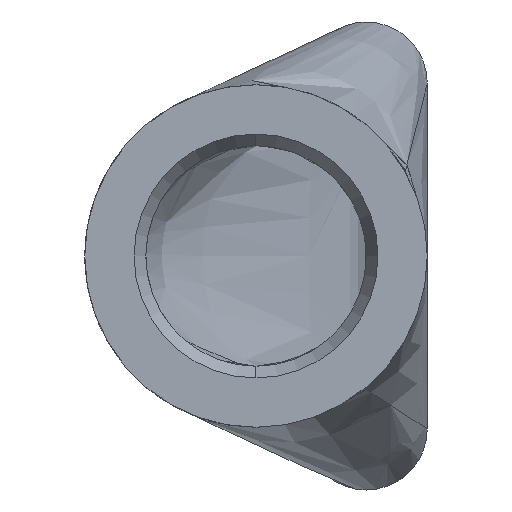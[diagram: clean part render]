
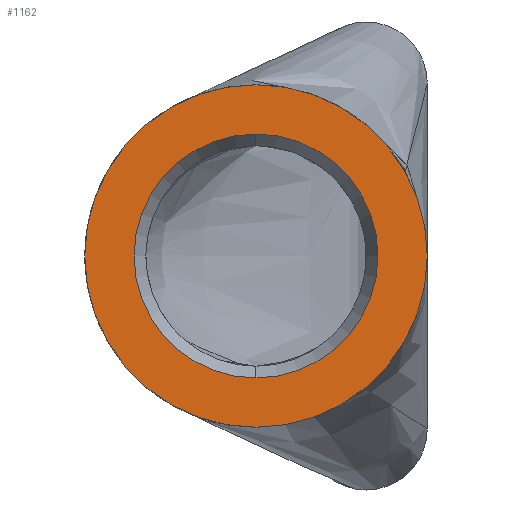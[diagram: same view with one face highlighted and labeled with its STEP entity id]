
A CAD part, left-side view. The second image highlights one B-rep face of the part: STEP entity #1162.
In plain terms, the highlighted planar face has unit normal (-1, 0, 0).
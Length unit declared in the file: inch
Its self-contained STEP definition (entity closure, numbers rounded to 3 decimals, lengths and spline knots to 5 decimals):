
#24 = ORIENTED_EDGE ( 'NONE', *, *, #1154, .T. ) ;
#49 = CARTESIAN_POINT ( 'NONE',  ( 0., 0.505, 0.505 ) ) ;
#50 = EDGE_CURVE ( 'NONE', #564, #211, #787, .T. ) ;
#63 = CARTESIAN_POINT ( 'NONE',  ( 0., 0.505, -0.505 ) ) ;
#129 = ORIENTED_EDGE ( 'NONE', *, *, #523, .T. ) ;
#135 = CIRCLE ( 'NONE', #578, 0.505 ) ;
#165 = DIRECTION ( 'NONE',  ( 0., 0., 1. ) ) ;
#210 = CARTESIAN_POINT ( 'NONE',  ( 0., 0.505, 0. ) ) ;
#211 = VERTEX_POINT ( 'NONE', #1039 ) ;
#220 = AXIS2_PLACEMENT_3D ( 'NONE', #1119, #1094, #165 ) ;
#244 = AXIS2_PLACEMENT_3D ( 'NONE', #210, #596, #791 ) ;
#268 = EDGE_LOOP ( 'NONE', ( #302, #470 ) ) ;
#302 = ORIENTED_EDGE ( 'NONE', *, *, #705, .T. ) ;
#305 = CARTESIAN_POINT ( 'NONE',  ( 0., 0.505, 0. ) ) ;
#332 = CARTESIAN_POINT ( 'NONE',  ( 0., 0.505, 0. ) ) ;
#458 = VERTEX_POINT ( 'NONE', #49 ) ;
#470 = ORIENTED_EDGE ( 'NONE', *, *, #50, .T. ) ;
#485 = DIRECTION ( 'NONE',  ( 0., 0., 1. ) ) ;
#488 = EDGE_LOOP ( 'NONE', ( #129, #24 ) ) ;
#523 = EDGE_CURVE ( 'NONE', #458, #865, #135, .T. ) ;
#550 = PLANE ( 'NONE',  #220 ) ;
#564 = VERTEX_POINT ( 'NONE', #580 ) ;
#578 = AXIS2_PLACEMENT_3D ( 'NONE', #305, #1153, #485 ) ;
#580 = CARTESIAN_POINT ( 'NONE',  ( 0., 0.505, -0.35964 ) ) ;
#596 = DIRECTION ( 'NONE',  ( 1., 0., 0. ) ) ;
#608 = CARTESIAN_POINT ( 'NONE',  ( 0., 0.505, 0. ) ) ;
#635 = CIRCLE ( 'NONE', #997, 0.35964 ) ;
#642 = FACE_OUTER_BOUND ( 'NONE', #488, .T. ) ;
#705 = EDGE_CURVE ( 'NONE', #211, #564, #635, .T. ) ;
#716 = DIRECTION ( 'NONE',  ( 0., 0., 1. ) ) ;
#741 = FACE_BOUND ( 'NONE', #268, .T. ) ;
#787 = CIRCLE ( 'NONE', #244, 0.35964 ) ;
#791 = DIRECTION ( 'NONE',  ( 0., 0., 1. ) ) ;
#865 = VERTEX_POINT ( 'NONE', #63 ) ;
#898 = DIRECTION ( 'NONE',  ( 0., 0., 1. ) ) ;
#991 = DIRECTION ( 'NONE',  ( 1., 0., 0. ) ) ;
#997 = AXIS2_PLACEMENT_3D ( 'NONE', #608, #991, #898 ) ;
#1023 = DIRECTION ( 'NONE',  ( -1., 0., 0. ) ) ;
#1039 = CARTESIAN_POINT ( 'NONE',  ( 0., 0.505, 0.35964 ) ) ;
#1094 = DIRECTION ( 'NONE',  ( -1., 0., 0. ) ) ;
#1113 = CIRCLE ( 'NONE', #1179, 0.505 ) ;
#1119 = CARTESIAN_POINT ( 'NONE',  ( 0., 0., 0. ) ) ;
#1153 = DIRECTION ( 'NONE',  ( -1., 0., 0. ) ) ;
#1154 = EDGE_CURVE ( 'NONE', #865, #458, #1113, .T. ) ;
#1162 = ADVANCED_FACE ( 'NONE', ( #741, #642 ), #550, .T. ) ;
#1179 = AXIS2_PLACEMENT_3D ( 'NONE', #332, #1023, #716 ) ;
